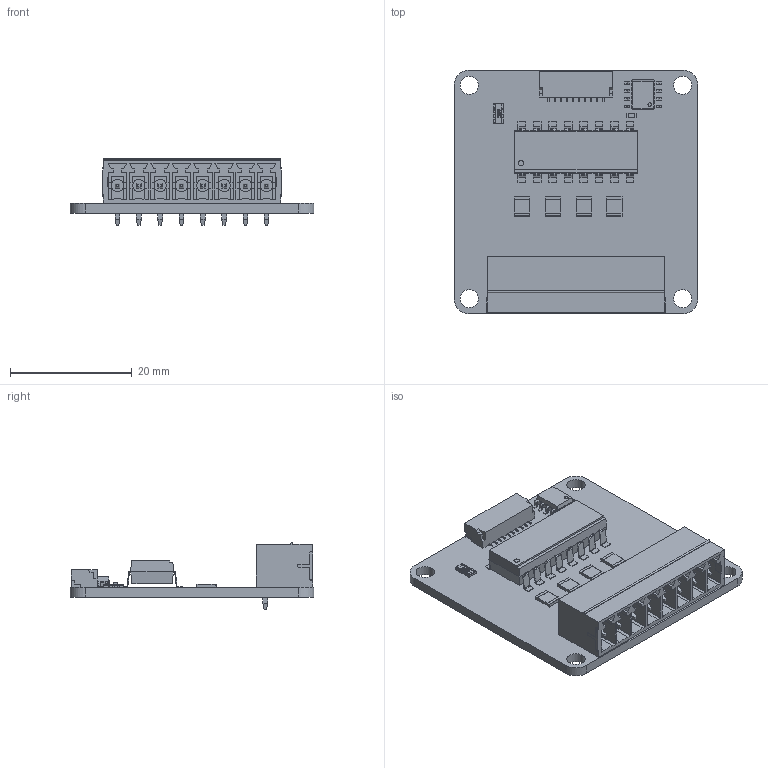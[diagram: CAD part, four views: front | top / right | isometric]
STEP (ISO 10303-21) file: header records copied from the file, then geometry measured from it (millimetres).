
FILE_DESCRIPTION(('FreeCAD Model'),'2;1');
FILE_NAME('industrial-di4.step','2017-07-28T16:13:54',('kicad StepUp'),('ksu MCAD'), 'Open CASCADE STEP processor 6.8','FreeCAD','Unknown');
FILE_SCHEMA(('AUTOMOTIVE_DESIGN_CC2 { 1 2 10303 214 -1 1 5 4 }'));
Length unit declared in the file: millimetre
Products named in the file (11): Pcb; R_1210_; R_1210_001; R_1210_002; R_1210_003; C_0603_; R_4x0603_; SM10B-SRSS_; 8er_Phoenix_Buchse_; soic_8_39x49_p127_; DIP-16_SMD_
Bounding box: 40 x 40 x 10.9 mm (x, y, z)
Volume: 4046.3 mm3; surface area: 7436.9 mm2
Topology: 14 solids, 14 shells, 1644 faces, 4499 edges, 2936 vertices
Faces by surface type: plane 1230, cylinder 244, bspline 170
Full cylindrical faces by diameter (mm): 0.6 x1, 1.4 x8, 2 x8, 3 x4
Entity records: 62965 total; most frequent: CARTESIAN_POINT 10450, ORIENTED_EDGE 8998, DIRECTION 7645, EDGE_CURVE 4499, LINE 3687, VECTOR 3687, VERTEX_POINT 2936, AXIS2_PLACEMENT_3D 1979
